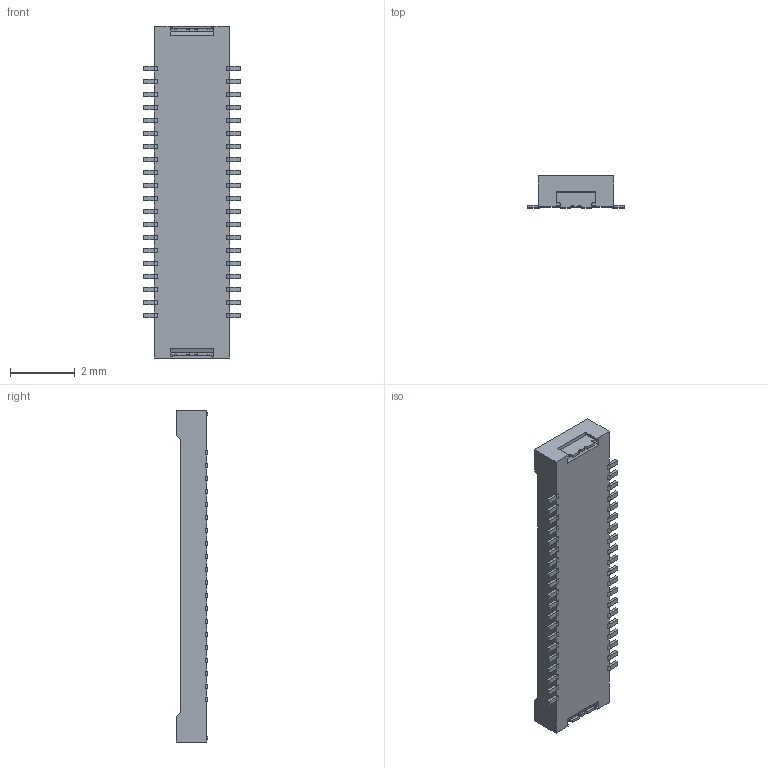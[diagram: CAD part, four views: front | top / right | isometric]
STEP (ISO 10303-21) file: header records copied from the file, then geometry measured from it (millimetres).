
FILE_DESCRIPTION(('CoCreate Modeling STEP Export'),'2;1');
FILE_NAME('DF37B-40DS-0.4V.stp','2011-02-22T 9:16:07',(''),(''),'CoCreate Modeling STEP processor for AP214 (Solid Model)','CoCreate Modeling 17.0 01-Apr-2010 (C) Parametric Technology GmbH','');
FILE_SCHEMA(('AUTOMOTIVE_DESIGN { 1 0 10303 214 1 1 1 1 }'));
Products named in the file (1): DF37B-40DS
Bounding box: 2.98 x 0.98 x 10.22 mm (x, y, z)
Volume: 15.1 mm3; surface area: 99.4 mm2
Topology: 1 solids, 1 shells, 2160 faces, 5684 edges, 3566 vertices
Faces by surface type: plane 1448, cylinder 412, cone 160, torus 140
Entity records: 68117 total; most frequent: CARTESIAN_POINT 18572, ORIENTED_EDGE 11368, DIRECTION 9034, EDGE_CURVE 5684, VECTOR 3858, LINE 3858, VERTEX_POINT 3566, AXIS2_PLACEMENT_3D 2588
